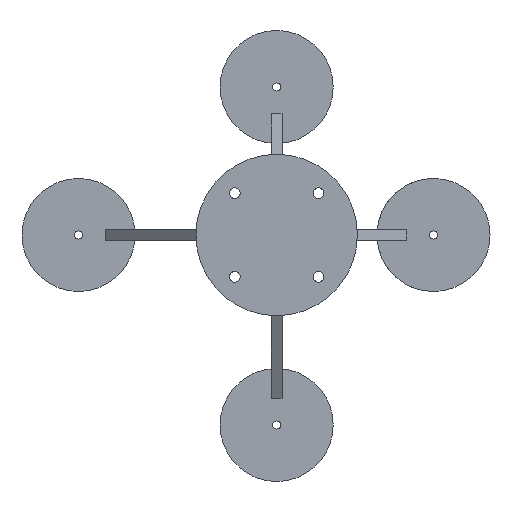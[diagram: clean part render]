
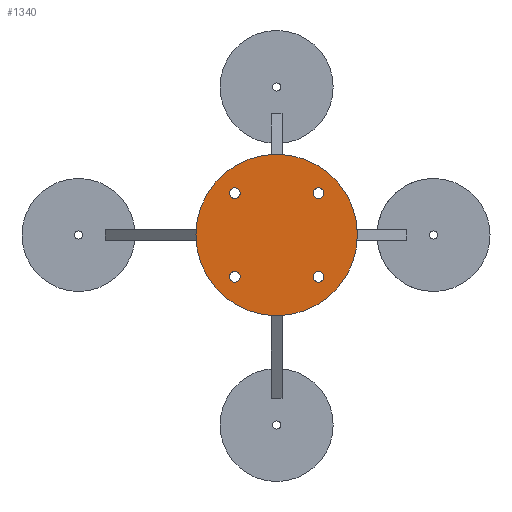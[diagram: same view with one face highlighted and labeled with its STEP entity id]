
A CAD part, front view. The second image highlights one B-rep face of the part: STEP entity #1340.
In plain terms, the highlighted planar face has unit normal (0, -1, 0).
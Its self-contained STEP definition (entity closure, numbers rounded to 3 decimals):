
#8 = FACE_BOUND ( 'NONE', #458, .T. ) ;
#40 = DIRECTION ( 'NONE',  ( 0., 1., 0. ) ) ;
#41 = FACE_BOUND ( 'NONE', #1571, .T. ) ;
#49 = EDGE_CURVE ( 'NONE', #1449, #1358, #831, .T. ) ;
#69 = EDGE_LOOP ( 'NONE', ( #154, #236 ) ) ;
#96 = DIRECTION ( 'NONE',  ( 0., 0., 1. ) ) ;
#112 = EDGE_CURVE ( 'NONE', #1531, #1263, #439, .T. ) ;
#113 = CARTESIAN_POINT ( 'NONE',  ( -7.778, 0., 7.778 ) ) ;
#140 = DIRECTION ( 'NONE',  ( 0., 1., 0. ) ) ;
#144 = DIRECTION ( 'NONE',  ( 0., 0., 1. ) ) ;
#154 = ORIENTED_EDGE ( 'NONE', *, *, #1352, .T. ) ;
#166 = CIRCLE ( 'NONE', #380, 1. ) ;
#195 = AXIS2_PLACEMENT_3D ( 'NONE', #1762, #1657, #388 ) ;
#216 = AXIS2_PLACEMENT_3D ( 'NONE', #868, #40, #1710 ) ;
#236 = ORIENTED_EDGE ( 'NONE', *, *, #945, .T. ) ;
#238 = AXIS2_PLACEMENT_3D ( 'NONE', #705, #1131, #144 ) ;
#253 = EDGE_CURVE ( 'NONE', #1495, #722, #1552, .T. ) ;
#255 = AXIS2_PLACEMENT_3D ( 'NONE', #1671, #815, #1532 ) ;
#259 = CIRCLE ( 'NONE', #285, 1. ) ;
#282 = CARTESIAN_POINT ( 'NONE',  ( 7.778, 0., -8.778 ) ) ;
#285 = AXIS2_PLACEMENT_3D ( 'NONE', #886, #593, #875 ) ;
#288 = CARTESIAN_POINT ( 'NONE',  ( -7.778, 0., -8.778 ) ) ;
#296 = CARTESIAN_POINT ( 'NONE',  ( -7.778, 0., -7.778 ) ) ;
#335 = ORIENTED_EDGE ( 'NONE', *, *, #825, .T. ) ;
#353 = CARTESIAN_POINT ( 'NONE',  ( 7.778, 0., 8.778 ) ) ;
#357 = ORIENTED_EDGE ( 'NONE', *, *, #49, .T. ) ;
#380 = AXIS2_PLACEMENT_3D ( 'NONE', #296, #140, #1808 ) ;
#388 = DIRECTION ( 'NONE',  ( 0., 0., 1. ) ) ;
#424 = DIRECTION ( 'NONE',  ( 0., 1., 0. ) ) ;
#427 = CIRCLE ( 'NONE', #1105, 1. ) ;
#432 = ORIENTED_EDGE ( 'NONE', *, *, #1075, .T. ) ;
#439 = CIRCLE ( 'NONE', #216, 15. ) ;
#443 = DIRECTION ( 'NONE',  ( 0., 0., 1. ) ) ;
#452 = ORIENTED_EDGE ( 'NONE', *, *, #1209, .T. ) ;
#458 = EDGE_LOOP ( 'NONE', ( #357, #432 ) ) ;
#472 = DIRECTION ( 'NONE',  ( 0., 0., 1. ) ) ;
#475 = CARTESIAN_POINT ( 'NONE',  ( 0., 0., -15. ) ) ;
#524 = AXIS2_PLACEMENT_3D ( 'NONE', #1031, #1319, #443 ) ;
#561 = FACE_BOUND ( 'NONE', #69, .T. ) ;
#570 = CARTESIAN_POINT ( 'NONE',  ( 7.778, 0., -6.778 ) ) ;
#583 = AXIS2_PLACEMENT_3D ( 'NONE', #113, #1614, #96 ) ;
#593 = DIRECTION ( 'NONE',  ( 0., 1., 0. ) ) ;
#620 = CARTESIAN_POINT ( 'NONE',  ( 0., 0., 0. ) ) ;
#665 = ORIENTED_EDGE ( 'NONE', *, *, #253, .T. ) ;
#705 = CARTESIAN_POINT ( 'NONE',  ( 0., 0., 0. ) ) ;
#722 = VERTEX_POINT ( 'NONE', #862 ) ;
#792 = DIRECTION ( 'NONE',  ( 0., 1., 0. ) ) ;
#815 = DIRECTION ( 'NONE',  ( 0., 1., 0. ) ) ;
#820 = CARTESIAN_POINT ( 'NONE',  ( 0., 0., 15. ) ) ;
#825 = EDGE_CURVE ( 'NONE', #722, #1495, #1124, .T. ) ;
#831 = CIRCLE ( 'NONE', #524, 1. ) ;
#862 = CARTESIAN_POINT ( 'NONE',  ( -7.778, 0., 6.778 ) ) ;
#868 = CARTESIAN_POINT ( 'NONE',  ( 0., 0., 0. ) ) ;
#875 = DIRECTION ( 'NONE',  ( 0., 0., 1. ) ) ;
#880 = CARTESIAN_POINT ( 'NONE',  ( 7.778, 0., 6.778 ) ) ;
#883 = EDGE_CURVE ( 'NONE', #1609, #1236, #1042, .T. ) ;
#886 = CARTESIAN_POINT ( 'NONE',  ( 7.778, 0., -7.778 ) ) ;
#945 = EDGE_CURVE ( 'NONE', #1208, #995, #166, .T. ) ;
#971 = EDGE_LOOP ( 'NONE', ( #1799, #452 ) ) ;
#994 = DIRECTION ( 'NONE',  ( 0., 0., 1. ) ) ;
#995 = VERTEX_POINT ( 'NONE', #288 ) ;
#1012 = FACE_BOUND ( 'NONE', #971, .T. ) ;
#1030 = EDGE_LOOP ( 'NONE', ( #1704, #1757 ) ) ;
#1031 = CARTESIAN_POINT ( 'NONE',  ( 7.778, 0., -7.778 ) ) ;
#1042 = CIRCLE ( 'NONE', #255, 1. ) ;
#1075 = EDGE_CURVE ( 'NONE', #1358, #1449, #259, .T. ) ;
#1105 = AXIS2_PLACEMENT_3D ( 'NONE', #1667, #792, #1353 ) ;
#1124 = CIRCLE ( 'NONE', #195, 1. ) ;
#1131 = DIRECTION ( 'NONE',  ( 0., 1., 0. ) ) ;
#1171 = CARTESIAN_POINT ( 'NONE',  ( -7.778, 0., 8.778 ) ) ;
#1208 = VERTEX_POINT ( 'NONE', #1492 ) ;
#1209 = EDGE_CURVE ( 'NONE', #1236, #1609, #427, .T. ) ;
#1236 = VERTEX_POINT ( 'NONE', #353 ) ;
#1253 = CIRCLE ( 'NONE', #1491, 1. ) ;
#1263 = VERTEX_POINT ( 'NONE', #820 ) ;
#1270 = CARTESIAN_POINT ( 'NONE',  ( -7.778, 0., -7.778 ) ) ;
#1289 = FACE_OUTER_BOUND ( 'NONE', #1030, .T. ) ;
#1319 = DIRECTION ( 'NONE',  ( 0., 1., 0. ) ) ;
#1340 = ADVANCED_FACE ( 'NONE', ( #1289, #8, #561, #41, #1012 ), #1701, .F. ) ;
#1352 = EDGE_CURVE ( 'NONE', #995, #1208, #1253, .T. ) ;
#1353 = DIRECTION ( 'NONE',  ( 0., 0., 1. ) ) ;
#1358 = VERTEX_POINT ( 'NONE', #570 ) ;
#1449 = VERTEX_POINT ( 'NONE', #282 ) ;
#1467 = CIRCLE ( 'NONE', #1790, 15. ) ;
#1491 = AXIS2_PLACEMENT_3D ( 'NONE', #1270, #424, #994 ) ;
#1492 = CARTESIAN_POINT ( 'NONE',  ( -7.778, 0., -6.778 ) ) ;
#1495 = VERTEX_POINT ( 'NONE', #1171 ) ;
#1531 = VERTEX_POINT ( 'NONE', #475 ) ;
#1532 = DIRECTION ( 'NONE',  ( 0., 0., 1. ) ) ;
#1552 = CIRCLE ( 'NONE', #583, 1. ) ;
#1570 = DIRECTION ( 'NONE',  ( 0., 1., 0. ) ) ;
#1571 = EDGE_LOOP ( 'NONE', ( #335, #665 ) ) ;
#1609 = VERTEX_POINT ( 'NONE', #880 ) ;
#1614 = DIRECTION ( 'NONE',  ( 0., 1., 0. ) ) ;
#1657 = DIRECTION ( 'NONE',  ( 0., 1., 0. ) ) ;
#1667 = CARTESIAN_POINT ( 'NONE',  ( 7.778, 0., 7.778 ) ) ;
#1671 = CARTESIAN_POINT ( 'NONE',  ( 7.778, 0., 7.778 ) ) ;
#1701 = PLANE ( 'NONE',  #238 ) ;
#1704 = ORIENTED_EDGE ( 'NONE', *, *, #112, .F. ) ;
#1710 = DIRECTION ( 'NONE',  ( 0., 0., 1. ) ) ;
#1733 = EDGE_CURVE ( 'NONE', #1263, #1531, #1467, .T. ) ;
#1757 = ORIENTED_EDGE ( 'NONE', *, *, #1733, .F. ) ;
#1762 = CARTESIAN_POINT ( 'NONE',  ( -7.778, 0., 7.778 ) ) ;
#1790 = AXIS2_PLACEMENT_3D ( 'NONE', #620, #1570, #472 ) ;
#1799 = ORIENTED_EDGE ( 'NONE', *, *, #883, .T. ) ;
#1808 = DIRECTION ( 'NONE',  ( 0., 0., 1. ) ) ;
